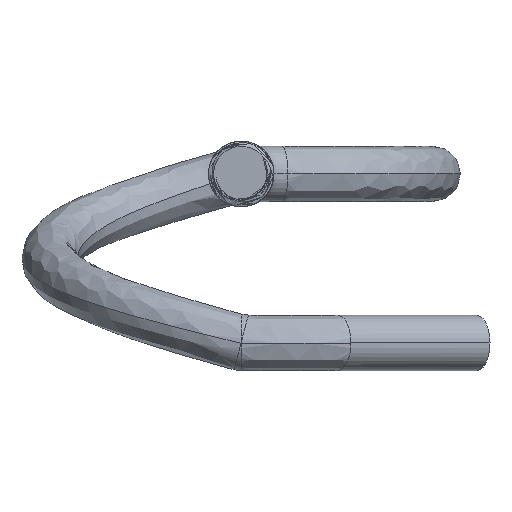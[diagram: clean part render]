
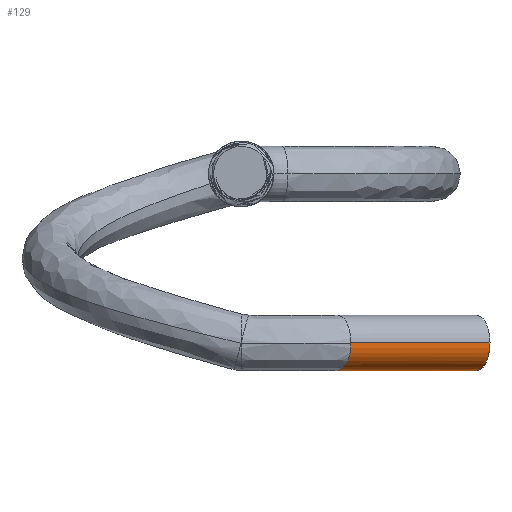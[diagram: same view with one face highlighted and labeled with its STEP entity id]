
A CAD part, front view. The second image highlights one B-rep face of the part: STEP entity #129.
In plain terms, the highlighted cylindrical face has radius 2.7 mm (diameter 5.4 mm), a partial arc.
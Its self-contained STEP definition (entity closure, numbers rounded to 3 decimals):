
#129 = ADVANCED_FACE ( 'NONE', ( #9821 ), #7086, .T. ) ;
#470 = AXIS2_PLACEMENT_3D ( 'NONE', #4365, #11792, #3517 ) ;
#588 = CARTESIAN_POINT ( 'NONE',  ( 9.287, -16.086, -16.4 ) ) ;
#998 = EDGE_CURVE ( 'NONE', #8711, #6681, #5849, .T. ) ;
#1198 = EDGE_LOOP ( 'NONE', ( #5556, #11371, #5413, #11686, #4748 ) ) ;
#1305 = EDGE_CURVE ( 'NONE', #6681, #4444, #3543, .T. ) ;
#1396 = LINE ( 'NONE', #8807, #11085 ) ;
#2085 = CARTESIAN_POINT ( 'NONE',  ( 10.637, -18.425, -16.4 ) ) ;
#2517 = CARTESIAN_POINT ( 'NONE',  ( 24.128, -10.636, -16.4 ) ) ;
#2821 = CARTESIAN_POINT ( 'NONE',  ( 22.778, -8.298, -16.4 ) ) ;
#3117 = DIRECTION ( 'NONE',  ( -0.866, -0.5, 0. ) ) ;
#3517 = DIRECTION ( 'NONE',  ( -0.5, 0.866, 0.018 ) ) ;
#3543 = CIRCLE ( 'NONE', #470, 2.7 ) ;
#4087 = VERTEX_POINT ( 'NONE', #2517 ) ;
#4317 = AXIS2_PLACEMENT_3D ( 'NONE', #588, #9646, #7936 ) ;
#4365 = CARTESIAN_POINT ( 'NONE',  ( 9.287, -16.086, -16.4 ) ) ;
#4444 = VERTEX_POINT ( 'NONE', #8712 ) ;
#4748 = ORIENTED_EDGE ( 'NONE', *, *, #1305, .T. ) ;
#5413 = ORIENTED_EDGE ( 'NONE', *, *, #8143, .T. ) ;
#5556 = ORIENTED_EDGE ( 'NONE', *, *, #10808, .F. ) ;
#5588 = CARTESIAN_POINT ( 'NONE',  ( 10.637, -18.424, -16.448 ) ) ;
#5849 = CIRCLE ( 'NONE', #4317, 2.7 ) ;
#5859 = AXIS2_PLACEMENT_3D ( 'NONE', #2821, #7459, #8489 ) ;
#5889 = LINE ( 'NONE', #7761, #7806 ) ;
#6084 = DIRECTION ( 'NONE',  ( -0.866, -0.5, 0. ) ) ;
#6603 = EDGE_CURVE ( 'NONE', #4087, #10710, #8381, .T. ) ;
#6681 = VERTEX_POINT ( 'NONE', #5588 ) ;
#7086 = CYLINDRICAL_SURFACE ( 'NONE', #7191, 2.7 ) ;
#7191 = AXIS2_PLACEMENT_3D ( 'NONE', #10071, #9093, #8909 ) ;
#7459 = DIRECTION ( 'NONE',  ( 0.866, 0.5, 0. ) ) ;
#7761 = CARTESIAN_POINT ( 'NONE',  ( 19.696, -6.959, -16.4 ) ) ;
#7806 = VECTOR ( 'NONE', #3117, 1000. ) ;
#7936 = DIRECTION ( 'NONE',  ( -0.5, 0.866, 0.018 ) ) ;
#8143 = EDGE_CURVE ( 'NONE', #4087, #8711, #1396, .T. ) ;
#8381 = CIRCLE ( 'NONE', #5859, 2.7 ) ;
#8489 = DIRECTION ( 'NONE',  ( -0.5, 0.866, 0. ) ) ;
#8711 = VERTEX_POINT ( 'NONE', #2085 ) ;
#8712 = CARTESIAN_POINT ( 'NONE',  ( 7.937, -13.748, -16.4 ) ) ;
#8807 = CARTESIAN_POINT ( 'NONE',  ( 22.396, -11.636, -16.4 ) ) ;
#8909 = DIRECTION ( 'NONE',  ( 0.5, -0.866, 0. ) ) ;
#9093 = DIRECTION ( 'NONE',  ( -0.866, -0.5, 0. ) ) ;
#9646 = DIRECTION ( 'NONE',  ( 0.866, 0.5, 0. ) ) ;
#9821 = FACE_OUTER_BOUND ( 'NONE', #1198, .T. ) ;
#10071 = CARTESIAN_POINT ( 'NONE',  ( 21.046, -9.298, -16.4 ) ) ;
#10551 = CARTESIAN_POINT ( 'NONE',  ( 21.428, -5.959, -16.4 ) ) ;
#10710 = VERTEX_POINT ( 'NONE', #10551 ) ;
#10808 = EDGE_CURVE ( 'NONE', #10710, #4444, #5889, .T. ) ;
#11085 = VECTOR ( 'NONE', #6084, 1000. ) ;
#11371 = ORIENTED_EDGE ( 'NONE', *, *, #6603, .F. ) ;
#11686 = ORIENTED_EDGE ( 'NONE', *, *, #998, .T. ) ;
#11792 = DIRECTION ( 'NONE',  ( 0.866, 0.5, 0. ) ) ;
